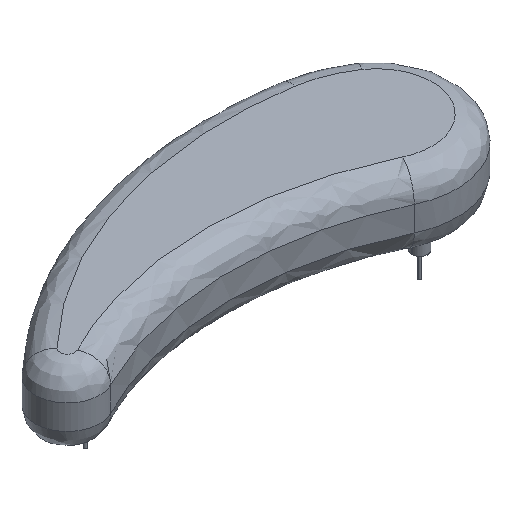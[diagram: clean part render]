
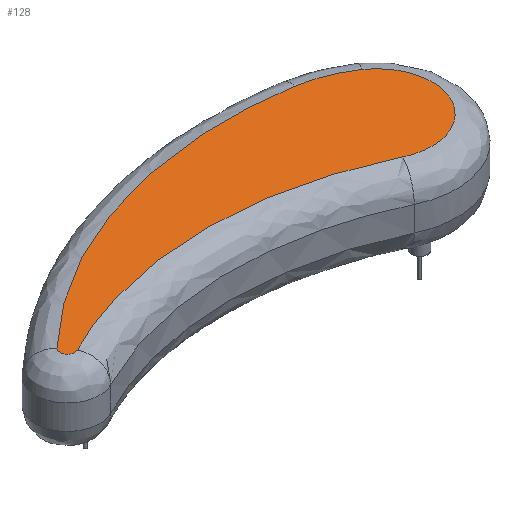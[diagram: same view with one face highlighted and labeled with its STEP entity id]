
A CAD part, isometric view. The second image highlights one B-rep face of the part: STEP entity #128.
In plain terms, the highlighted planar face has unit normal (0, 0, 1).
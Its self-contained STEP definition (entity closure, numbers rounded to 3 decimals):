
#128=ADVANCED_FACE('',(#193),#896,.T.);
#193=FACE_OUTER_BOUND('',#264,.T.);
#264=EDGE_LOOP('',(#414,#415,#416,#417,#418));
#414=ORIENTED_EDGE('',*,*,#600,.F.);
#415=ORIENTED_EDGE('',*,*,#610,.F.);
#416=ORIENTED_EDGE('',*,*,#608,.F.);
#417=ORIENTED_EDGE('',*,*,#605,.F.);
#418=ORIENTED_EDGE('',*,*,#602,.F.);
#600=EDGE_CURVE('',#835,#836,#725,.T.);
#602=EDGE_CURVE('',#836,#837,#727,.T.);
#605=EDGE_CURVE('',#837,#839,#730,.T.);
#608=EDGE_CURVE('',#839,#840,#733,.T.);
#610=EDGE_CURVE('',#840,#835,#735,.T.);
#725=(
BOUNDED_CURVE()
B_SPLINE_CURVE(2,(#1491,#1492,#1493),.UNSPECIFIED.,.F.,.F.)
B_SPLINE_CURVE_WITH_KNOTS((3,3),(0.162,0.598),
 .UNSPECIFIED.)
CURVE()
GEOMETRIC_REPRESENTATION_ITEM()
RATIONAL_B_SPLINE_CURVE((1.,0.976,1.))
REPRESENTATION_ITEM('')
);
#727=(
BOUNDED_CURVE()
B_SPLINE_CURVE(2,(#1497,#1498,#1499,#1500,#1501),.UNSPECIFIED.,.F.,.F.)
B_SPLINE_CURVE_WITH_KNOTS((3,2,3),(-5.685,-4.189,
-2.694),.UNSPECIFIED.)
CURVE()
GEOMETRIC_REPRESENTATION_ITEM()
RATIONAL_B_SPLINE_CURVE((1.,0.733,1.,0.733,1.))
REPRESENTATION_ITEM('')
);
#730=(
BOUNDED_CURVE()
B_SPLINE_CURVE(2,(#1510,#1511,#1512),.UNSPECIFIED.,.F.,.F.)
B_SPLINE_CURVE_WITH_KNOTS((3,3),(-3.589,-2.666),
 .UNSPECIFIED.)
CURVE()
GEOMETRIC_REPRESENTATION_ITEM()
RATIONAL_B_SPLINE_CURVE((1.,0.895,1.))
REPRESENTATION_ITEM('')
);
#733=(
BOUNDED_CURVE()
B_SPLINE_CURVE(2,(#1519,#1520,#1521,#1522,#1523),.UNSPECIFIED.,.F.,.F.)
B_SPLINE_CURVE_WITH_KNOTS((3,2,3),(-3.617,-2.192,
-0.766),.UNSPECIFIED.)
CURVE()
GEOMETRIC_REPRESENTATION_ITEM()
RATIONAL_B_SPLINE_CURVE((1.,0.757,1.,0.757,1.))
REPRESENTATION_ITEM('')
);
#735=(
BOUNDED_CURVE()
B_SPLINE_CURVE(2,(#1527,#1528,#1529),.UNSPECIFIED.,.F.,.F.)
B_SPLINE_CURVE_WITH_KNOTS((3,3),(-0.766,0.162),
 .UNSPECIFIED.)
CURVE()
GEOMETRIC_REPRESENTATION_ITEM()
RATIONAL_B_SPLINE_CURVE((1.,0.894,1.))
REPRESENTATION_ITEM('')
);
#835=VERTEX_POINT('',#1326);
#836=VERTEX_POINT('',#1327);
#837=VERTEX_POINT('',#1328);
#839=VERTEX_POINT('',#1330);
#840=VERTEX_POINT('',#1331);
#896=PLANE('',#981);
#981=AXIS2_PLACEMENT_3D('',#1223,#1004,$);
#1004=DIRECTION('',(0.,0.,1.));
#1223=CARTESIAN_POINT('',(90.502,720.588,500.));
#1326=CARTESIAN_POINT('',(1510.851,588.022,500.));
#1327=CARTESIAN_POINT('',(1703.765,510.892,500.));
#1328=CARTESIAN_POINT('',(1479.645,122.153,500.));
#1330=CARTESIAN_POINT('',(143.737,103.33,500.));
#1331=CARTESIAN_POINT('',(109.205,151.623,500.));
#1491=CARTESIAN_POINT('',(1510.851,588.022,500.));
#1492=CARTESIAN_POINT('',(1615.857,570.839,500.));
#1493=CARTESIAN_POINT('',(1703.765,510.892,500.));
#1497=CARTESIAN_POINT('',(1703.765,510.892,500.));
#1498=CARTESIAN_POINT('',(1876.124,393.355,500.));
#1499=CARTESIAN_POINT('',(1771.925,212.62,500.));
#1500=CARTESIAN_POINT('',(1667.726,31.885,500.));
#1501=CARTESIAN_POINT('',(1479.645,122.153,500.));
#1510=CARTESIAN_POINT('',(1479.645,122.153,500.));
#1511=CARTESIAN_POINT('',(807.01,444.978,500.));
#1512=CARTESIAN_POINT('',(143.737,103.33,500.));
#1519=CARTESIAN_POINT('',(143.737,103.33,500.));
#1520=CARTESIAN_POINT('',(120.682,91.454,500.));
#1521=CARTESIAN_POINT('',(105.597,112.55,500.));
#1522=CARTESIAN_POINT('',(90.512,133.646,500.));
#1523=CARTESIAN_POINT('',(109.205,151.623,500.));
#1527=CARTESIAN_POINT('',(109.205,151.623,500.));
#1528=CARTESIAN_POINT('',(700.821,720.578,500.));
#1529=CARTESIAN_POINT('',(1510.851,588.022,500.));
